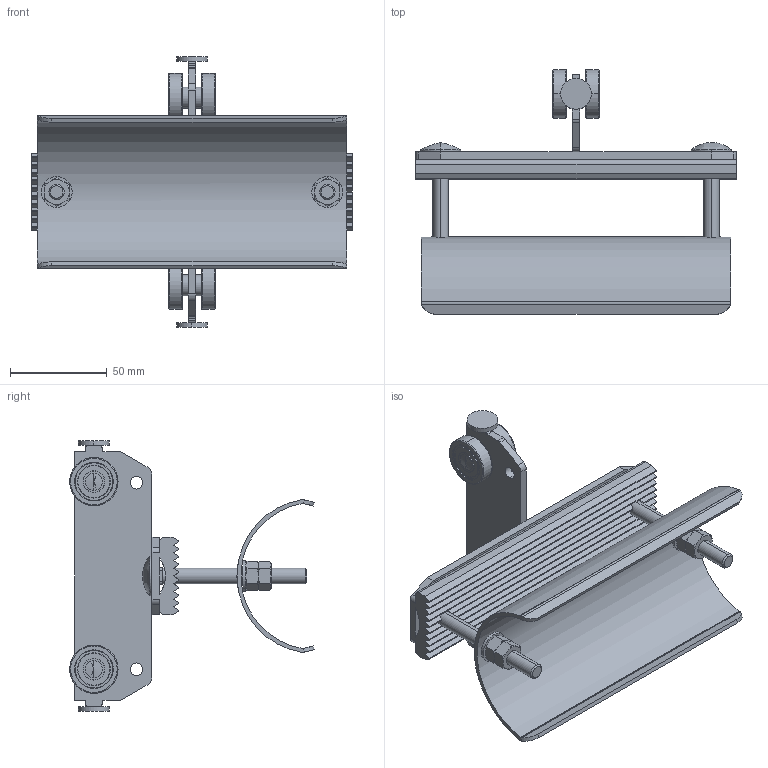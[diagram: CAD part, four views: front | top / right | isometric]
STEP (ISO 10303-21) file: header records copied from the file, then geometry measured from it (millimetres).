
FILE_DESCRIPTION (( 'STEP AP214' ), '1' );
FILE_NAME ('0020546.step', '2023-10-25T07:37:04', ( '' ), ( '' ), 'SwSTEP 2.0', 'SolidWorks 2020', '' );
FILE_SCHEMA (( 'AUTOMOTIVE_DESIGN' ));
Length unit declared in the file: millimetre
Products named in the file (1): 0020546
Bounding box: 166 x 126.47 x 140 mm (x, y, z)
Volume: 162326.3 mm3; surface area: 98886.6 mm2
Topology: 2 solids, 4 shells, 535 faces, 1259 edges, 802 vertices
Faces by surface type: plane 222, cylinder 213, cone 76, bspline 24
Entity records: 22749 total; most frequent: CARTESIAN_POINT 4445, DIRECTION 2671, ORIENTED_EDGE 2502, EDGE_CURVE 1251, AXIS2_PLACEMENT_3D 1060, VERTEX_POINT 802, EDGE_LOOP 633, LINE 551
